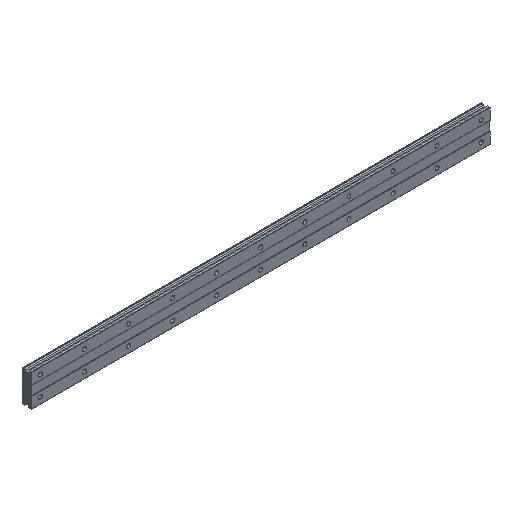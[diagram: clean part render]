
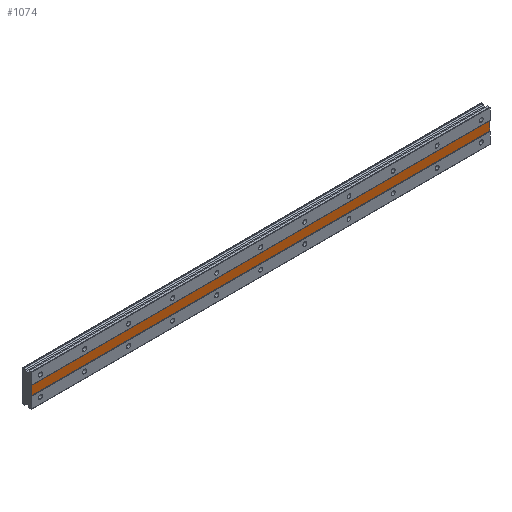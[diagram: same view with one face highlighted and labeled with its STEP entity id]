
A CAD part, isometric view. The second image highlights one B-rep face of the part: STEP entity #1074.
In plain terms, the highlighted planar face has unit normal (0, -1, 0).
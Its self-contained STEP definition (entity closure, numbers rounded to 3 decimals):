
#102 = CARTESIAN_POINT ( 'NONE',  ( 510., 0.5, 5. ) ) ;
#289 = PLANE ( 'NONE',  #1759 ) ;
#374 = LINE ( 'NONE', #3200, #1791 ) ;
#423 = EDGE_CURVE ( 'NONE', #4364, #2794, #4235, .T. ) ;
#544 = CARTESIAN_POINT ( 'NONE',  ( -10., 0.5, 5. ) ) ;
#612 = ORIENTED_EDGE ( 'NONE', *, *, #655, .F. ) ;
#626 = DIRECTION ( 'NONE',  ( 0., 0., -1. ) ) ;
#655 = EDGE_CURVE ( 'NONE', #3440, #3917, #2725, .T. ) ;
#728 = CARTESIAN_POINT ( 'NONE',  ( -10., 0.5, -5. ) ) ;
#753 = LINE ( 'NONE', #3591, #3985 ) ;
#885 = VECTOR ( 'NONE', #1520, 1000. ) ;
#1074 = ADVANCED_FACE ( 'NONE', ( #3441 ), #289, .F. ) ;
#1495 = DIRECTION ( 'NONE',  ( -1., 0., 0. ) ) ;
#1498 = CARTESIAN_POINT ( 'NONE',  ( -10., 0.5, 18.34 ) ) ;
#1520 = DIRECTION ( 'NONE',  ( 0., 0., -1. ) ) ;
#1590 = ORIENTED_EDGE ( 'NONE', *, *, #2759, .F. ) ;
#1715 = DIRECTION ( 'NONE',  ( 0., 1., 0. ) ) ;
#1759 = AXIS2_PLACEMENT_3D ( 'NONE', #1984, #1715, #3101 ) ;
#1791 = VECTOR ( 'NONE', #2157, 1000. ) ;
#1826 = ORIENTED_EDGE ( 'NONE', *, *, #2796, .T. ) ;
#1984 = CARTESIAN_POINT ( 'NONE',  ( 510., 0.5, 5. ) ) ;
#2049 = ORIENTED_EDGE ( 'NONE', *, *, #423, .T. ) ;
#2157 = DIRECTION ( 'NONE',  ( -1., 0., 0. ) ) ;
#2576 = CARTESIAN_POINT ( 'NONE',  ( 510., 0.5, -5. ) ) ;
#2725 = LINE ( 'NONE', #3423, #3953 ) ;
#2759 = EDGE_CURVE ( 'NONE', #3917, #2794, #753, .T. ) ;
#2794 = VERTEX_POINT ( 'NONE', #728 ) ;
#2796 = EDGE_CURVE ( 'NONE', #3440, #4364, #374, .T. ) ;
#3101 = DIRECTION ( 'NONE',  ( 0., 0., 1. ) ) ;
#3200 = CARTESIAN_POINT ( 'NONE',  ( 510., 0.5, 5. ) ) ;
#3417 = EDGE_LOOP ( 'NONE', ( #1590, #612, #1826, #2049 ) ) ;
#3423 = CARTESIAN_POINT ( 'NONE',  ( 510., 0.5, 18.34 ) ) ;
#3440 = VERTEX_POINT ( 'NONE', #102 ) ;
#3441 = FACE_OUTER_BOUND ( 'NONE', #3417, .T. ) ;
#3591 = CARTESIAN_POINT ( 'NONE',  ( 510., 0.5, -5. ) ) ;
#3917 = VERTEX_POINT ( 'NONE', #2576 ) ;
#3953 = VECTOR ( 'NONE', #626, 1000. ) ;
#3985 = VECTOR ( 'NONE', #1495, 1000. ) ;
#4235 = LINE ( 'NONE', #1498, #885 ) ;
#4364 = VERTEX_POINT ( 'NONE', #544 ) ;
